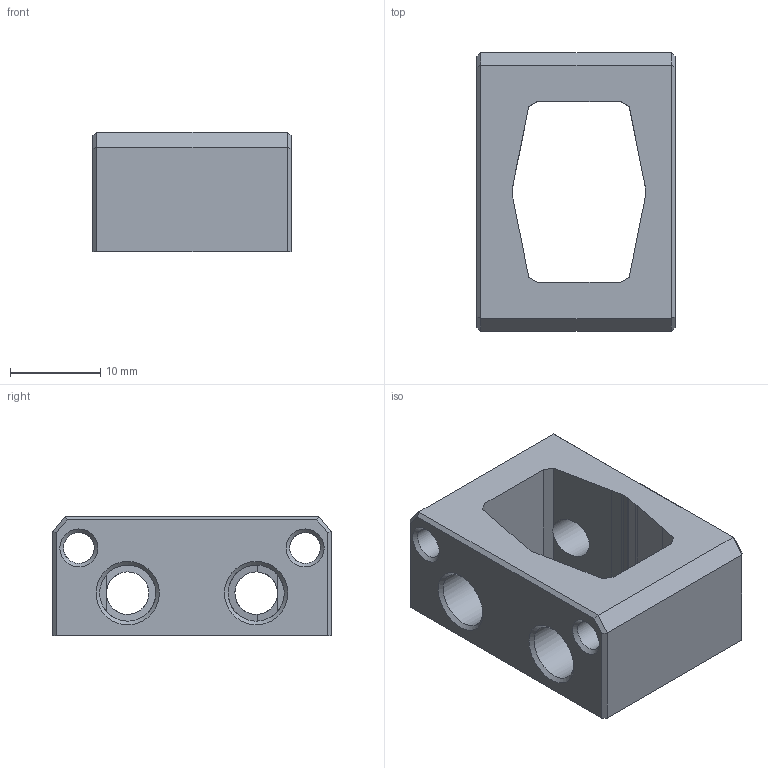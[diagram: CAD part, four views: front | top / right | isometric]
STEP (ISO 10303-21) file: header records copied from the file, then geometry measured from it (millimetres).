
FILE_DESCRIPTION(/* description */ (''),/* implementation_level */ '2;1');
FILE_NAME(/* name */ 'MiniRD_Taichi_Mount v3.step',/* time_stamp */ '2022-05-03T23:30:14-05:00',/* author */ (''),/* organization */ (''),/* preprocessor_version */ 'ST-DEVELOPER v18.1',/* originating_system */ 'Autodesk Translation Framework v10.14.0.1471',/* authorisation */ '');
FILE_SCHEMA (('AUTOMOTIVE_DESIGN { 1 0 10303 214 3 1 1 }'));
Length unit declared in the file: millimetre
Products named in the file (1): MiniRD_Taichi_Mount
Bounding box: 21.89 x 30.8 x 13.21 mm (x, y, z)
Volume: 4569.5 mm3; surface area: 3528.5 mm2
Topology: 1 solids, 1 shells, 64 faces, 190 edges, 126 vertices
Faces by surface type: plane 48, cylinder 8, cone 8
Full cylindrical faces by diameter (mm): 3.4 x2, 4.7 x2, 6.2 x2
Entity records: 2325 total; most frequent: CARTESIAN_POINT 529, ORIENTED_EDGE 380, DIRECTION 348, EDGE_CURVE 190, LINE 142, VECTOR 142, VERTEX_POINT 126, AXIS2_PLACEMENT_3D 103
